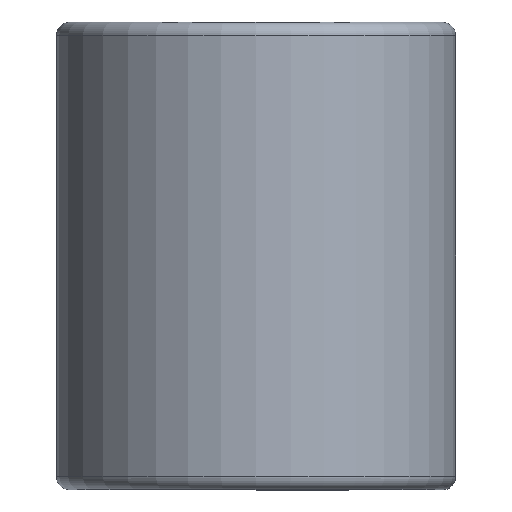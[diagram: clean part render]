
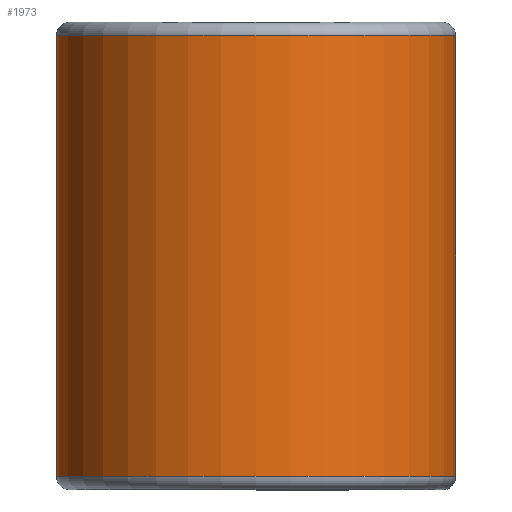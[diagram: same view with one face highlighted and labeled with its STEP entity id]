
A CAD part, top view. The second image highlights one B-rep face of the part: STEP entity #1973.
In plain terms, the highlighted cylindrical face has radius 11.532 mm (diameter 23.063 mm), a partial arc.
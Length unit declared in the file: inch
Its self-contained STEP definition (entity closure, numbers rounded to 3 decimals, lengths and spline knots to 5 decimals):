
#26 = FACE_OUTER_BOUND ( 'NONE', #1060, .T. ) ;
#70 = CARTESIAN_POINT ( 'NONE',  ( 0., 0.5, 0. ) ) ;
#71 = CARTESIAN_POINT ( 'NONE',  ( 0.454, 0.50125, 0. ) ) ;
#104 = DIRECTION ( 'NONE',  ( 0., -1., 0. ) ) ;
#107 = ORIENTED_EDGE ( 'NONE', *, *, #524, .T. ) ;
#108 = CIRCLE ( 'NONE', #556, 0.454 ) ;
#279 = DIRECTION ( 'NONE',  ( 0., -1., 0. ) ) ;
#369 = CIRCLE ( 'NONE', #428, 0.454 ) ;
#428 = AXIS2_PLACEMENT_3D ( 'NONE', #1310, #104, #1504 ) ;
#524 = EDGE_CURVE ( 'NONE', #1773, #572, #1289, .T. ) ;
#556 = AXIS2_PLACEMENT_3D ( 'NONE', #1734, #564, #1936 ) ;
#564 = DIRECTION ( 'NONE',  ( 0., -1., 0. ) ) ;
#570 = CARTESIAN_POINT ( 'NONE',  ( 0.454, 0.50125, 0. ) ) ;
#572 = VERTEX_POINT ( 'NONE', #71 ) ;
#1058 = CYLINDRICAL_SURFACE ( 'NONE', #1923, 0.454 ) ;
#1060 = EDGE_LOOP ( 'NONE', ( #107, #2227, #1121, #1733 ) ) ;
#1103 = DIRECTION ( 'NONE',  ( 0., 0., -1. ) ) ;
#1120 = VERTEX_POINT ( 'NONE', #2235 ) ;
#1121 = ORIENTED_EDGE ( 'NONE', *, *, #1196, .F. ) ;
#1168 = DIRECTION ( 'NONE',  ( 0., 1., 0. ) ) ;
#1190 = CARTESIAN_POINT ( 'NONE',  ( 0., 0.50125, -0.454 ) ) ;
#1196 = EDGE_CURVE ( 'NONE', #1120, #1448, #2288, .T. ) ;
#1289 = LINE ( 'NONE', #570, #2214 ) ;
#1298 = EDGE_CURVE ( 'NONE', #1773, #1120, #369, .T. ) ;
#1310 = CARTESIAN_POINT ( 'NONE',  ( 0., -0.50125, 0. ) ) ;
#1325 = DIRECTION ( 'NONE',  ( 0., 1., 0. ) ) ;
#1331 = EDGE_CURVE ( 'NONE', #572, #1448, #108, .T. ) ;
#1448 = VERTEX_POINT ( 'NONE', #1190 ) ;
#1504 = DIRECTION ( 'NONE',  ( 0., 0., -1. ) ) ;
#1733 = ORIENTED_EDGE ( 'NONE', *, *, #1298, .F. ) ;
#1734 = CARTESIAN_POINT ( 'NONE',  ( 0., 0.50125, 0. ) ) ;
#1773 = VERTEX_POINT ( 'NONE', #1844 ) ;
#1844 = CARTESIAN_POINT ( 'NONE',  ( 0.454, -0.50125, 0. ) ) ;
#1923 = AXIS2_PLACEMENT_3D ( 'NONE', #70, #279, #1103 ) ;
#1936 = DIRECTION ( 'NONE',  ( 0., 0., -1. ) ) ;
#1973 = ADVANCED_FACE ( 'NONE', ( #26 ), #1058, .T. ) ;
#2214 = VECTOR ( 'NONE', #1325, 39.37008 ) ;
#2227 = ORIENTED_EDGE ( 'NONE', *, *, #1331, .T. ) ;
#2235 = CARTESIAN_POINT ( 'NONE',  ( 0., -0.50125, -0.454 ) ) ;
#2272 = VECTOR ( 'NONE', #1168, 39.37008 ) ;
#2273 = CARTESIAN_POINT ( 'NONE',  ( 0., 0.50125, -0.454 ) ) ;
#2288 = LINE ( 'NONE', #2273, #2272 ) ;
